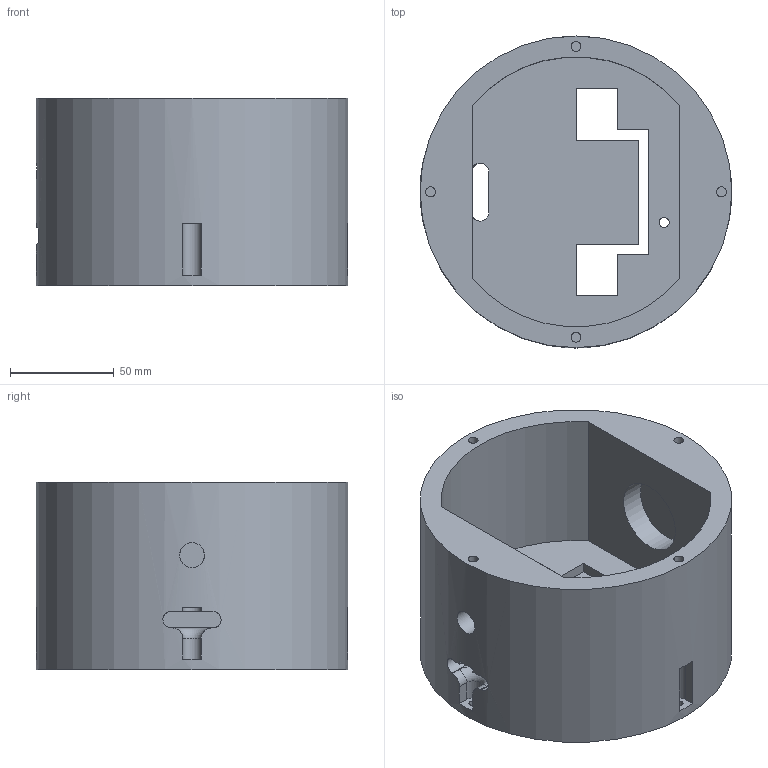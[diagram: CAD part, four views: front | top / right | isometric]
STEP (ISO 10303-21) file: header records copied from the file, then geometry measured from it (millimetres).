
FILE_DESCRIPTION(/* description */ (''),/* implementation_level */ '2;1');
FILE_NAME(/* name */ 'Gehuse oben v15.step',/* time_stamp */ '2025-04-10T12:58:39+02:00',/* author */ (''),/* organization */ (''),/* preprocessor_version */ 'ST-DEVELOPER v20.1',/* originating_system */ 'Autodesk Translation Framework v14.4.0.0',/* authorisation */ '');
FILE_SCHEMA (('AUTOMOTIVE_DESIGN { 1 0 10303 214 3 1 1 }'));
Length unit declared in the file: millimetre
Products named in the file (1): Gehäuse oben
Bounding box: 150 x 150 x 90 mm (x, y, z)
Volume: 699685.9 mm3; surface area: 117863.7 mm2
Topology: 1 solids, 1 shells, 77 faces, 198 edges, 130 vertices
Faces by surface type: plane 46, cylinder 28, bspline 2, torus 1
Full cylindrical faces by diameter (mm): 4 x4, 4.8 x5, 12 x1, 35.2 x3, 150 x1
Entity records: 2605 total; most frequent: CARTESIAN_POINT 628, DIRECTION 401, ORIENTED_EDGE 396, EDGE_CURVE 198, AXIS2_PLACEMENT_3D 142, VERTEX_POINT 130, LINE 117, VECTOR 117
